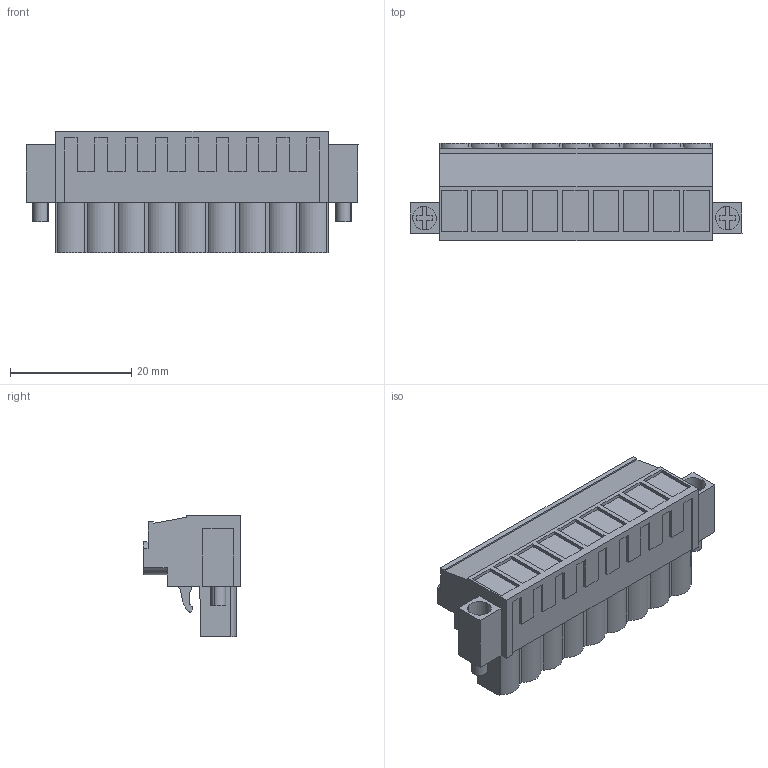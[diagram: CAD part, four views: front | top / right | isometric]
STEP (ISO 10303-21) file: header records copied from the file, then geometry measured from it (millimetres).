
FILE_DESCRIPTION(('CATIA V5 STEP Exchange','CAx-IF Rec.Pracs.--- Model Styling and Organization---1.2---2011-12-15'),'2;1');
FILE_NAME ('D1460347_0_1955730000_1955730000.stp','2017-05-31T12:25:37+00:00',('none'),('Weidmueller'),'CATIA Version 5-6 Release 2014','CATIA V5 STEP AP214','none');
FILE_SCHEMA(('AUTOMOTIVE_DESIGN { 1 0 10303 214 1 1 1 1 }'));
Length unit declared in the file: millimetre
Products named in the file (1): 1955730000
Bounding box: 54.8 x 16.1 x 20.1 mm (x, y, z)
Volume: 9367.6 mm3; surface area: 5702.7 mm2
Topology: 12 solids, 12 shells, 644 faces, 1816 edges, 1236 vertices
Faces by surface type: plane 517, cylinder 127
Entity records: 19687 total; most frequent: CARTESIAN_POINT 3751, ORIENTED_EDGE 3632, DIRECTION 2674, EDGE_CURVE 1816, VECTOR 1500, LINE 1500, VERTEX_POINT 1236, AXIS2_PLACEMENT_3D 728
